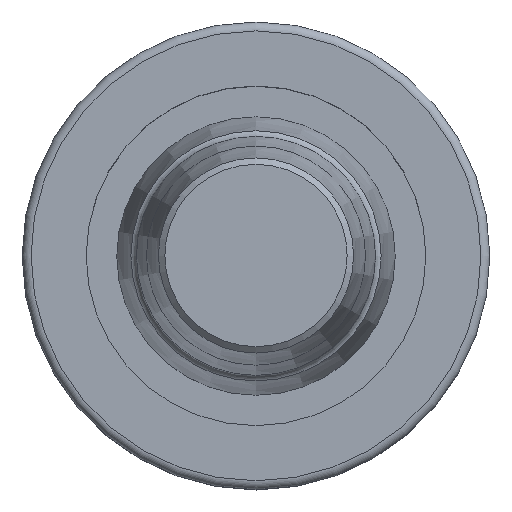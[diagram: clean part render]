
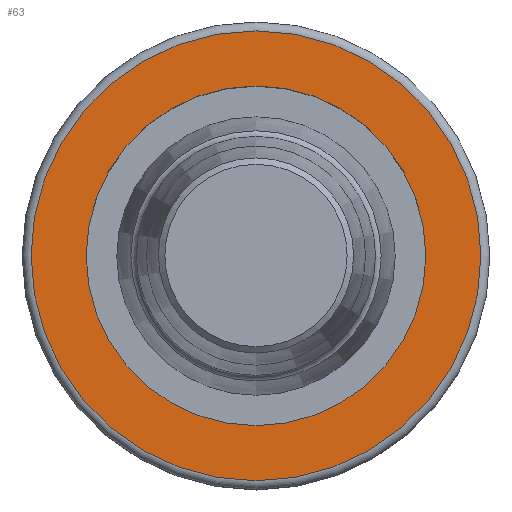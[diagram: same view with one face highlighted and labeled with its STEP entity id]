
A CAD part, top view. The second image highlights one B-rep face of the part: STEP entity #63.
In plain terms, the highlighted planar face has unit normal (0, 0, 1).
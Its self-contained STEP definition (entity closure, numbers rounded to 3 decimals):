
#41=PLANE('',#393);
#63=ADVANCED_FACE('',(#102,#103),#41,.F.);
#102=FACE_BOUND('',#160,.T.);
#103=FACE_BOUND('',#161,.T.);
#160=EDGE_LOOP('',(#220));
#161=EDGE_LOOP('',(#221));
#220=ORIENTED_EDGE('',*,*,#308,.F.);
#221=ORIENTED_EDGE('',*,*,#307,.T.);
#277=VERTEX_POINT('',#589);
#278=VERTEX_POINT('',#592);
#307=EDGE_CURVE('',#277,#277,#337,.T.);
#308=EDGE_CURVE('',#278,#278,#338,.T.);
#337=CIRCLE('',#390,20.2);
#338=CIRCLE('',#392,15.25);
#390=AXIS2_PLACEMENT_3D('',#588,#464,#465);
#392=AXIS2_PLACEMENT_3D('',#591,#468,#469);
#393=AXIS2_PLACEMENT_3D('',#593,#470,#471);
#464=DIRECTION('',(0.,0.,1.));
#465=DIRECTION('',(0.,-1.,0.));
#468=DIRECTION('',(0.,0.,1.));
#469=DIRECTION('',(0.,-1.,0.));
#470=DIRECTION('',(0.,0.,-1.));
#471=DIRECTION('',(0.,-1.,0.));
#588=CARTESIAN_POINT('',(0.,0.,9.906));
#589=CARTESIAN_POINT('',(0.,-20.2,9.906));
#591=CARTESIAN_POINT('',(0.,0.,9.906));
#592=CARTESIAN_POINT('',(0.,-15.25,9.906));
#593=CARTESIAN_POINT('',(0.,-20.2,9.906));
